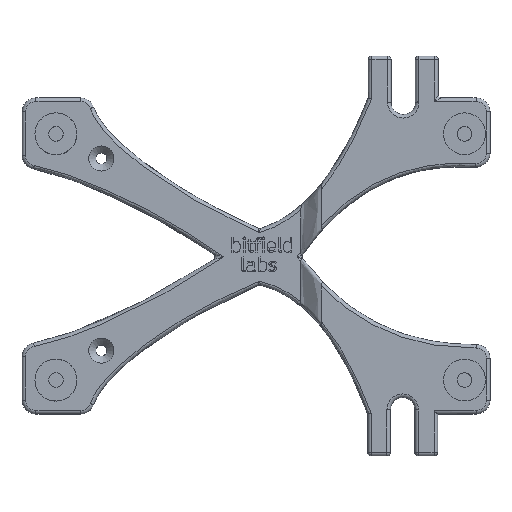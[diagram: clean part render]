
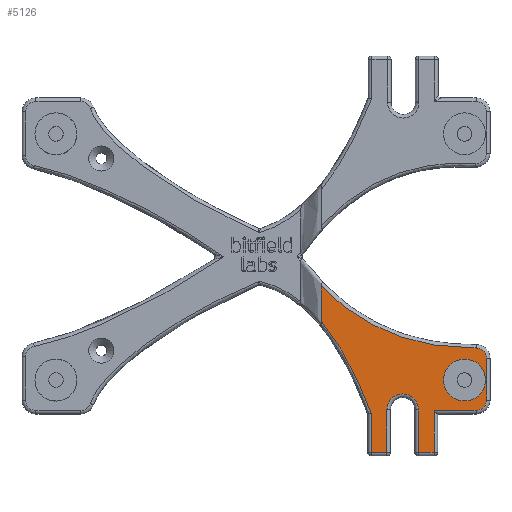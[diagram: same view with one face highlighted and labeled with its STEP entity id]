
A CAD part, top view. The second image highlights one B-rep face of the part: STEP entity #5126.
In plain terms, the highlighted planar face has unit normal (0, 0, 1).
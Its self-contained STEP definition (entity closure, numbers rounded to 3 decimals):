
#3263=CARTESIAN_POINT('',(148.784,33.284,8.));
#3264=VERTEX_POINT('',#3263);
#3298=CARTESIAN_POINT('',(157.783,33.284,8.));
#3299=VERTEX_POINT('',#3298);
#3333=CARTESIAN_POINT('',(162.284,33.284,8.));
#3334=VERTEX_POINT('',#3333);
#3368=CARTESIAN_POINT('',(144.284,33.284,8.));
#3369=VERTEX_POINT('',#3368);
#3413=CARTESIAN_POINT('',(177.284,60.168,8.));
#3414=VERTEX_POINT('',#3413);
#3422=CARTESIAN_POINT('',(177.284,48.284,8.));
#3423=VERTEX_POINT('',#3422);
#3424=CARTESIAN_POINT('',(177.284,48.284,8.));
#3425=DIRECTION('',(-0.,1.,-0.));
#3426=VECTOR('',#3425,11.883);
#3427=LINE('',#3424,#3426);
#3428=EDGE_CURVE('',#3423,#3414,#3427,.T.);
#3446=CARTESIAN_POINT('',(174.284,45.284,8.));
#3447=VERTEX_POINT('',#3446);
#3448=CARTESIAN_POINT('',(174.284,48.284,8.));
#3449=DIRECTION('',(-0.,-0.,-1.));
#3450=DIRECTION('',(1.,0.,-0.));
#3451=AXIS2_PLACEMENT_3D('',#3448,#3449,#3450);
#3452=CIRCLE('',#3451,3.);
#3453=EDGE_CURVE('',#3423,#3447,#3452,.T.);
#3488=CARTESIAN_POINT('',(162.284,45.284,8.));
#3489=VERTEX_POINT('',#3488);
#3490=CARTESIAN_POINT('',(162.284,45.284,8.));
#3491=DIRECTION('',(1.,-0.,0.));
#3492=VECTOR('',#3491,12.);
#3493=LINE('',#3490,#3492);
#3494=EDGE_CURVE('',#3489,#3447,#3493,.T.);
#3511=CARTESIAN_POINT('',(162.284,33.284,8.));
#3512=DIRECTION('',(-0.,1.,0.));
#3513=VECTOR('',#3512,12.);
#3514=LINE('',#3511,#3513);
#3515=EDGE_CURVE('',#3334,#3489,#3514,.T.);
#3540=CARTESIAN_POINT('',(157.783,33.284,8.));
#3541=DIRECTION('',(1.,-0.,0.));
#3542=VECTOR('',#3541,4.501);
#3543=LINE('',#3540,#3542);
#3544=EDGE_CURVE('',#3299,#3334,#3543,.T.);
#3564=CARTESIAN_POINT('',(157.783,45.437,8.));
#3565=VERTEX_POINT('',#3564);
#3566=CARTESIAN_POINT('',(157.783,45.437,8.));
#3567=DIRECTION('',(0.,-1.,0.));
#3568=VECTOR('',#3567,12.153);
#3569=LINE('',#3566,#3568);
#3570=EDGE_CURVE('',#3565,#3299,#3569,.T.);
#3604=CARTESIAN_POINT('',(157.784,45.534,8.));
#3605=VERTEX_POINT('',#3604);
#3613=CARTESIAN_POINT('',(148.784,45.526,8.));
#3614=VERTEX_POINT('',#3613);
#3615=CARTESIAN_POINT('',(153.284,45.534,8.));
#3616=DIRECTION('',(-0.,-0.,-1.));
#3617=DIRECTION('',(1.,0.,-0.));
#3618=AXIS2_PLACEMENT_3D('',#3615,#3616,#3617);
#3619=CIRCLE('',#3618,4.5);
#3620=EDGE_CURVE('',#3614,#3605,#3619,.T.);
#3655=CARTESIAN_POINT('',(148.784,33.284,8.));
#3656=DIRECTION('',(-0.,1.,-0.));
#3657=VECTOR('',#3656,12.241);
#3658=LINE('',#3655,#3657);
#3659=EDGE_CURVE('',#3264,#3614,#3658,.T.);
#3677=CARTESIAN_POINT('',(144.284,33.284,8.));
#3678=DIRECTION('',(1.,-0.,0.));
#3679=VECTOR('',#3678,4.5);
#3680=LINE('',#3677,#3679);
#3681=EDGE_CURVE('',#3369,#3264,#3680,.T.);
#4104=CARTESIAN_POINT('',(144.284,44.464,8.));
#4105=VERTEX_POINT('',#4104);
#4106=CARTESIAN_POINT('',(144.284,44.464,8.));
#4107=DIRECTION('',(0.,-1.,0.));
#4108=VECTOR('',#4107,11.18);
#4109=LINE('',#4106,#4108);
#4110=EDGE_CURVE('',#4105,#3369,#4109,.T.);
#4142=CARTESIAN_POINT('',(174.283,63.168,8.));
#4143=VERTEX_POINT('',#4142);
#4151=CARTESIAN_POINT('',(174.284,60.168,8.));
#4152=DIRECTION('',(-0.,-0.,-1.));
#4153=DIRECTION('',(1.,0.,-0.));
#4154=AXIS2_PLACEMENT_3D('',#4151,#4152,#4153);
#4155=CIRCLE('',#4154,3.);
#4156=EDGE_CURVE('',#4143,#3414,#4155,.T.);
#4529=CARTESIAN_POINT('',(130.,80.955,8.));
#4530=VERTEX_POINT('',#4529);
#4556=CARTESIAN_POINT('',(174.283,63.168,8.));
#4557=CARTESIAN_POINT('',(172.233,63.167,8.));
#4558=CARTESIAN_POINT('',(170.183,63.228,8.));
#4559=CARTESIAN_POINT('',(168.134,63.377,8.));
#4560=CARTESIAN_POINT('',(167.109,63.452,8.));
#4561=CARTESIAN_POINT('',(166.087,63.548,8.));
#4562=CARTESIAN_POINT('',(165.07,63.667,8.));
#4563=CARTESIAN_POINT('',(164.053,63.786,8.));
#4564=CARTESIAN_POINT('',(163.04,63.929,8.));
#4565=CARTESIAN_POINT('',(162.032,64.096,8.));
#4566=CARTESIAN_POINT('',(160.016,64.43,8.));
#4567=CARTESIAN_POINT('',(158.019,64.862,8.));
#4568=CARTESIAN_POINT('',(156.042,65.401,8.));
#4569=CARTESIAN_POINT('',(155.548,65.535,8.));
#4570=CARTESIAN_POINT('',(155.055,65.677,8.));
#4571=CARTESIAN_POINT('',(154.563,65.825,8.));
#4572=CARTESIAN_POINT('',(154.072,65.974,8.));
#4573=CARTESIAN_POINT('',(153.581,66.129,8.));
#4574=CARTESIAN_POINT('',(153.093,66.291,8.));
#4575=CARTESIAN_POINT('',(152.118,66.614,8.));
#4576=CARTESIAN_POINT('',(151.152,66.964,8.));
#4577=CARTESIAN_POINT('',(150.198,67.34,8.));
#4578=CARTESIAN_POINT('',(149.243,67.716,8.));
#4579=CARTESIAN_POINT('',(148.3,68.119,8.));
#4580=CARTESIAN_POINT('',(147.366,68.548,8.));
#4581=CARTESIAN_POINT('',(146.433,68.978,8.));
#4582=CARTESIAN_POINT('',(145.51,69.434,8.));
#4583=CARTESIAN_POINT('',(144.605,69.914,8.));
#4584=CARTESIAN_POINT('',(142.794,70.873,8.));
#4585=CARTESIAN_POINT('',(141.049,71.926,8.));
#4586=CARTESIAN_POINT('',(139.365,73.07,8.));
#4587=CARTESIAN_POINT('',(137.681,74.213,8.));
#4588=CARTESIAN_POINT('',(136.059,75.447,8.));
#4589=CARTESIAN_POINT('',(134.495,76.766,8.));
#4590=CARTESIAN_POINT('',(134.104,77.096,8.));
#4591=CARTESIAN_POINT('',(133.717,77.431,8.));
#4592=CARTESIAN_POINT('',(133.333,77.771,8.));
#4593=CARTESIAN_POINT('',(132.95,78.112,8.));
#4594=CARTESIAN_POINT('',(132.569,78.458,8.));
#4595=CARTESIAN_POINT('',(132.194,78.808,8.));
#4596=CARTESIAN_POINT('',(131.443,79.508,8.));
#4597=CARTESIAN_POINT('',(130.713,80.224,8.));
#4598=CARTESIAN_POINT('',(130.,80.955,8.));
#4599=B_SPLINE_CURVE_WITH_KNOTS('',3,(#4556,#4557,#4558,#4559,#4560,#4561,#4562,#4563,#4564,#4565,#4566,#4567,#4568,#4569,#4570,#4571,#4572,#4573,#4574,#4575,#4576,#4577,#4578,#4579,#4580,#4581,
#4582,#4583,#4584,#4585,#4586,#4587,#4588,#4589,#4590,#4591,#4592,#4593,#4594,#4595,#4596,#4597,#4598),.UNSPECIFIED.,.F.,.F.,(4,3,3,3,3,3,3,3,3,3,3,3,3,3,4),(0.016,0.022,0.025,0.028,0.034,0.036,0.037,0.04,0.043,0.046,0.052,0.059,0.06,0.062,0.065),.UNSPECIFIED.);
#4600=EDGE_CURVE('',#4143,#4530,#4599,.T.);
#4960=CARTESIAN_POINT('',(130.,70.786,8.));
#4961=VERTEX_POINT('',#4960);
#4962=CARTESIAN_POINT('',(130.,70.786,8.));
#4963=CARTESIAN_POINT('',(130.408,70.306,8.));
#4964=CARTESIAN_POINT('',(130.808,69.818,8.));
#4965=CARTESIAN_POINT('',(131.197,69.325,8.));
#4966=CARTESIAN_POINT('',(131.587,68.832,8.));
#4967=CARTESIAN_POINT('',(131.967,68.332,8.));
#4968=CARTESIAN_POINT('',(132.339,67.828,8.));
#4969=CARTESIAN_POINT('',(133.084,66.818,8.));
#4970=CARTESIAN_POINT('',(133.794,65.787,8.));
#4971=CARTESIAN_POINT('',(134.476,64.737,8.));
#4972=CARTESIAN_POINT('',(135.84,62.638,8.));
#4973=CARTESIAN_POINT('',(137.091,60.464,8.));
#4974=CARTESIAN_POINT('',(138.256,58.235,8.));
#4975=CARTESIAN_POINT('',(138.838,57.121,8.));
#4976=CARTESIAN_POINT('',(139.397,55.995,8.));
#4977=CARTESIAN_POINT('',(139.936,54.862,8.));
#4978=CARTESIAN_POINT('',(140.474,53.728,8.));
#4979=CARTESIAN_POINT('',(140.991,52.587,8.));
#4980=CARTESIAN_POINT('',(141.491,51.438,8.));
#4981=CARTESIAN_POINT('',(141.99,50.289,8.));
#4982=CARTESIAN_POINT('',(142.471,49.133,8.));
#4983=CARTESIAN_POINT('',(142.936,47.97,8.));
#4984=CARTESIAN_POINT('',(143.168,47.389,8.));
#4985=CARTESIAN_POINT('',(143.397,46.806,8.));
#4986=CARTESIAN_POINT('',(143.622,46.222,8.));
#4987=CARTESIAN_POINT('',(143.846,45.637,8.));
#4988=CARTESIAN_POINT('',(144.066,45.051,8.));
#4989=CARTESIAN_POINT('',(144.284,44.464,8.));
#4990=B_SPLINE_CURVE_WITH_KNOTS('',3,(#4962,#4963,#4964,#4965,#4966,#4967,#4968,#4969,#4970,#4971,#4972,#4973,#4974,#4975,#4976,#4977,#4978,#4979,#4980,#4981,#4982,#4983,#4984,#4985,#4986,#4987,
#4988,#4989),.UNSPECIFIED.,.F.,.F.,(4,3,3,3,3,3,3,3,3,4),(0.027,0.029,0.03,0.034,0.042,0.045,0.049,0.053,0.055,0.057),.UNSPECIFIED.);
#4991=EDGE_CURVE('',#4961,#4105,#4990,.T.);
#5082=CARTESIAN_POINT('',(0.,0.,8.));
#5083=DIRECTION('',(0.,0.,1.));
#5084=DIRECTION('',(1.,0.,0.));
#5085=AXIS2_PLACEMENT_3D('',#5082,#5083,#5084);
#5086=PLANE('',#5085);
#5087=CARTESIAN_POINT('',(173.1,54.,8.));
#5088=VERTEX_POINT('',#5087);
#5089=CARTESIAN_POINT('',(171.,54.,8.));
#5090=DIRECTION('',(0.,0.,1.));
#5091=DIRECTION('',(1.,0.,-0.));
#5092=AXIS2_PLACEMENT_3D('',#5089,#5090,#5091);
#5093=CIRCLE('',#5092,2.1);
#5094=EDGE_CURVE('',#5088,#5088,#5093,.T.);
#5095=ORIENTED_EDGE('',*,*,#5094,.F.);
#5096=EDGE_LOOP('',(#5095));
#5097=FACE_BOUND('',#5096,.T.);
#5098=ORIENTED_EDGE('',*,*,#4600,.T.);
#5099=CARTESIAN_POINT('',(130.,80.955,8.));
#5100=DIRECTION('',(0.,-1.,0.));
#5101=VECTOR('',#5100,10.169);
#5102=LINE('',#5099,#5101);
#5103=EDGE_CURVE('',#4530,#4961,#5102,.T.);
#5104=ORIENTED_EDGE('',*,*,#5103,.T.);
#5105=ORIENTED_EDGE('',*,*,#4991,.T.);
#5106=ORIENTED_EDGE('',*,*,#4110,.T.);
#5107=ORIENTED_EDGE('',*,*,#3681,.T.);
#5108=ORIENTED_EDGE('',*,*,#3659,.T.);
#5109=ORIENTED_EDGE('',*,*,#3620,.T.);
#5110=CARTESIAN_POINT('',(153.284,45.534,8.));
#5111=DIRECTION('',(-0.,-0.,-1.));
#5112=DIRECTION('',(1.,0.,-0.));
#5113=AXIS2_PLACEMENT_3D('',#5110,#5111,#5112);
#5114=CIRCLE('',#5113,4.5);
#5115=EDGE_CURVE('',#3605,#3565,#5114,.T.);
#5116=ORIENTED_EDGE('',*,*,#5115,.T.);
#5117=ORIENTED_EDGE('',*,*,#3570,.T.);
#5118=ORIENTED_EDGE('',*,*,#3544,.T.);
#5119=ORIENTED_EDGE('',*,*,#3515,.T.);
#5120=ORIENTED_EDGE('',*,*,#3494,.T.);
#5121=ORIENTED_EDGE('',*,*,#3453,.F.);
#5122=ORIENTED_EDGE('',*,*,#3428,.T.);
#5123=ORIENTED_EDGE('',*,*,#4156,.F.);
#5124=EDGE_LOOP('',(#5098,#5104,#5105,#5106,#5107,#5108,#5109,#5116,#5117,#5118,#5119,#5120,#5121,#5122,#5123));
#5125=FACE_BOUND('',#5124,.T.);
#5126=ADVANCED_FACE('',(#5097,#5125),#5086,.T.);
